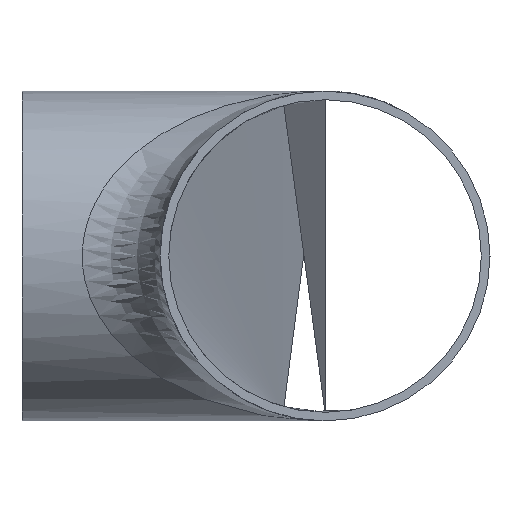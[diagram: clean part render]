
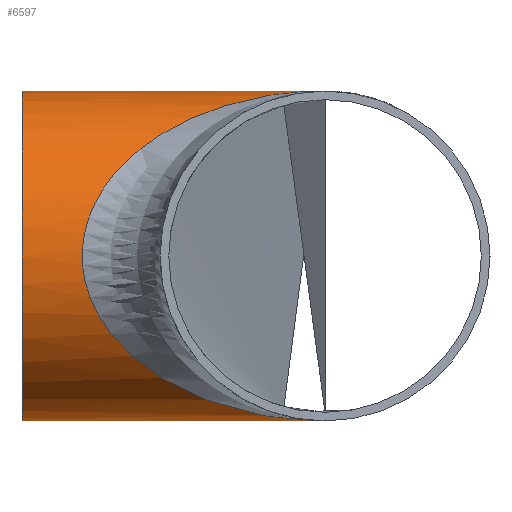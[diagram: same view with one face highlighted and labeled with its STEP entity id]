
A CAD part, left-side view. The second image highlights one B-rep face of the part: STEP entity #6597.
In plain terms, the highlighted cylindrical face has radius 57.15 mm (diameter 114.3 mm), a full revolution.
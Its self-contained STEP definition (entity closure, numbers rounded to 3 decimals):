
#360 = CARTESIAN_POINT ( 'NONE',  ( 0., 0., 57.15 ) ) ;
#2040 = DIRECTION ( 'NONE',  ( 0., 0., -1. ) ) ;
#2315 = CARTESIAN_POINT ( 'NONE',  ( 0., 105., -57.15 ) ) ;
#2443 = CARTESIAN_POINT ( 'NONE',  ( 0., 0., 57.15 ) ) ;
#2752 = CIRCLE ( 'NONE', #15173, 57.15 ) ;
#2917 = CYLINDRICAL_SURFACE ( 'NONE', #3091, 57.15 ) ;
#2947 = CARTESIAN_POINT ( 'NONE',  ( -114.3, 168.3, -57.15 ) ) ;
#3091 = AXIS2_PLACEMENT_3D ( 'NONE', #15640, #9166, #11720 ) ;
#3534 = EDGE_LOOP ( 'NONE', ( #7383, #5626 ) ) ;
#4572 =( BOUNDED_CURVE ( )  B_SPLINE_CURVE ( 3, ( #15960, #2947, #7097, #360 ),
 .UNSPECIFIED., .F., .F. ) 
 B_SPLINE_CURVE_WITH_KNOTS ( ( 4, 4 ),
 ( 1.571, 4.712 ),
 .UNSPECIFIED. ) 
 CURVE ( )  GEOMETRIC_REPRESENTATION_ITEM ( )  RATIONAL_B_SPLINE_CURVE ( ( 1., 0.333, 0.333, 1. ) ) 
 REPRESENTATION_ITEM ( '' )  );
#4664 = EDGE_CURVE ( 'NONE', #5119, #5119, #2752, .T. ) ;
#5006 =( BOUNDED_CURVE ( )  B_SPLINE_CURVE ( 3, ( #2443, #6446, #15804, #15509 ),
 .UNSPECIFIED., .F., .F. ) 
 B_SPLINE_CURVE_WITH_KNOTS ( ( 4, 4 ),
 ( 1.571, 4.712 ),
 .UNSPECIFIED. ) 
 CURVE ( )  GEOMETRIC_REPRESENTATION_ITEM ( )  RATIONAL_B_SPLINE_CURVE ( ( 1., 0.333, 0.333, 1. ) ) 
 REPRESENTATION_ITEM ( '' )  );
#5119 = VERTEX_POINT ( 'NONE', #2315 ) ;
#5585 = VERTEX_POINT ( 'NONE', #16569 ) ;
#5626 = ORIENTED_EDGE ( 'NONE', *, *, #6969, .T. ) ;
#5793 = ORIENTED_EDGE ( 'NONE', *, *, #4664, .T. ) ;
#6446 = CARTESIAN_POINT ( 'NONE',  ( 114.3, 168.3, 57.15 ) ) ;
#6597 = ADVANCED_FACE ( 'NONE', ( #14920, #16552 ), #2917, .T. ) ;
#6969 = EDGE_CURVE ( 'NONE', #5585, #14380, #5006, .T. ) ;
#7097 = CARTESIAN_POINT ( 'NONE',  ( -114.3, 168.3, 57.15 ) ) ;
#7383 = ORIENTED_EDGE ( 'NONE', *, *, #14780, .T. ) ;
#7476 = EDGE_LOOP ( 'NONE', ( #5793 ) ) ;
#9166 = DIRECTION ( 'NONE',  ( 0., -1., 0. ) ) ;
#9963 = DIRECTION ( 'NONE',  ( 0., -1., 0. ) ) ;
#10703 = CARTESIAN_POINT ( 'NONE',  ( 0., 0., -57.15 ) ) ;
#11131 = CARTESIAN_POINT ( 'NONE',  ( 0., 105., 0. ) ) ;
#11720 = DIRECTION ( 'NONE',  ( 0., 0., -1. ) ) ;
#14380 = VERTEX_POINT ( 'NONE', #10703 ) ;
#14780 = EDGE_CURVE ( 'NONE', #14380, #5585, #4572, .T. ) ;
#14920 = FACE_OUTER_BOUND ( 'NONE', #7476, .T. ) ;
#15173 = AXIS2_PLACEMENT_3D ( 'NONE', #11131, #9963, #2040 ) ;
#15509 = CARTESIAN_POINT ( 'NONE',  ( 0., 0., -57.15 ) ) ;
#15640 = CARTESIAN_POINT ( 'NONE',  ( 0., 0., 0. ) ) ;
#15804 = CARTESIAN_POINT ( 'NONE',  ( 114.3, 168.3, -57.15 ) ) ;
#15960 = CARTESIAN_POINT ( 'NONE',  ( 0., 0., -57.15 ) ) ;
#16552 = FACE_OUTER_BOUND ( 'NONE', #3534, .T. ) ;
#16569 = CARTESIAN_POINT ( 'NONE',  ( 0., 0., 57.15 ) ) ;
